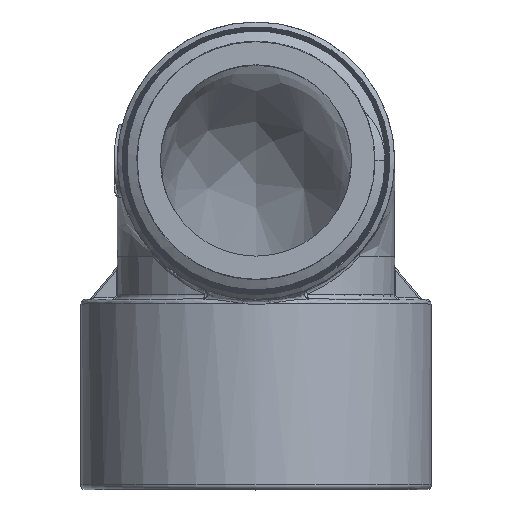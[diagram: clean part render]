
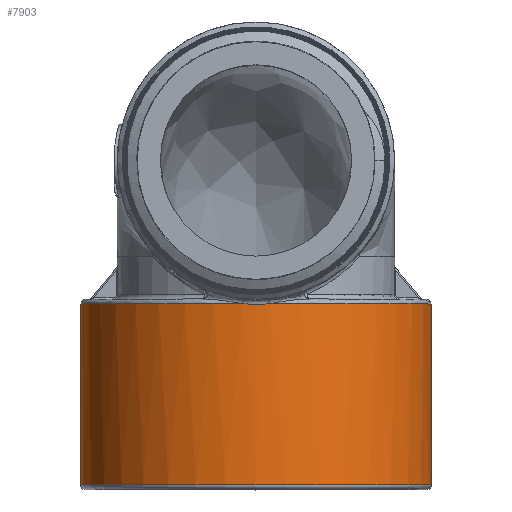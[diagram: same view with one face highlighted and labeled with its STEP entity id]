
A CAD part, top view. The second image highlights one B-rep face of the part: STEP entity #7903.
In plain terms, the highlighted cylindrical face has radius 27.94 mm (diameter 55.88 mm), a full revolution.
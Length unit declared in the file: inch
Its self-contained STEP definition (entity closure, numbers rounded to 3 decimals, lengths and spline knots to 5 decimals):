
#103=FACE_BOUND($,#2095,.T.);
#791=B_SPLINE_CURVE_WITH_KNOTS($,3,(#18128,#18129,#18130,#18131),
 .UNSPECIFIED.,.F.,.F.,(4,4),(-15.42683,-14.99522),
 .UNSPECIFIED.);
#1597=FACE_OUTER_BOUND($,#2094,.T.);
#2094=EDGE_LOOP($,(#7275,#7276));
#2095=EDGE_LOOP($,(#7277));
#2227=CIRCLE($,#8260,1.1);
#2229=CIRCLE($,#8263,1.1);
#3804=VERTEX_POINT($,#18121);
#3806=VERTEX_POINT($,#18126);
#3807=VERTEX_POINT($,#18127);
#4977=EDGE_CURVE($,#3804,#3804,#2227,.T.);
#4979=EDGE_CURVE($,#3806,#3807,#791,.T.);
#4980=EDGE_CURVE($,#3807,#3806,#2229,.T.);
#7275=ORIENTED_EDGE($,*,*,#4979,.F.);
#7276=ORIENTED_EDGE($,*,*,#4980,.F.);
#7277=ORIENTED_EDGE($,*,*,#4977,.F.);
#7476=CYLINDRICAL_SURFACE($,#8262,1.1);
#7903=ADVANCED_FACE($,(#1597,#103),#7476,.T.);
#8260=AXIS2_PLACEMENT_3D($,#18122,#9331,#9332);
#8262=AXIS2_PLACEMENT_3D($,#18125,#9335,#9336);
#8263=AXIS2_PLACEMENT_3D($,#18132,#9337,#9338);
#9331=DIRECTION('center_axis',(0.,-1.,0.));
#9332=DIRECTION('ref_axis',(0.,0.,1.));
#9335=DIRECTION('center_axis',(0.,-1.,0.));
#9336=DIRECTION('ref_axis',(0.,0.,-1.));
#9337=DIRECTION('center_axis',(0.,1.,0.));
#9338=DIRECTION('ref_axis',(0.,0.,-1.));
#18121=CARTESIAN_POINT('',(0.,0.03,-1.1));
#18122=CARTESIAN_POINT('Origin',(0.,0.03,0.));
#18125=CARTESIAN_POINT('Origin',(0.,0.597,0.));
#18126=CARTESIAN_POINT('',(-0.08251,1.164,1.0969));
#18127=CARTESIAN_POINT('',(0.08251,1.164,1.0969));
#18128=CARTESIAN_POINT('Ctrl Pts',(-0.08251,1.164,
1.0969));
#18129=CARTESIAN_POINT('Ctrl Pts',(-0.02777,1.15868,
1.10102));
#18130=CARTESIAN_POINT('Ctrl Pts',(0.02777,1.15868,1.10102));
#18131=CARTESIAN_POINT('Ctrl Pts',(0.08251,1.164,1.0969));
#18132=CARTESIAN_POINT('Origin',(0.,1.164,0.));
